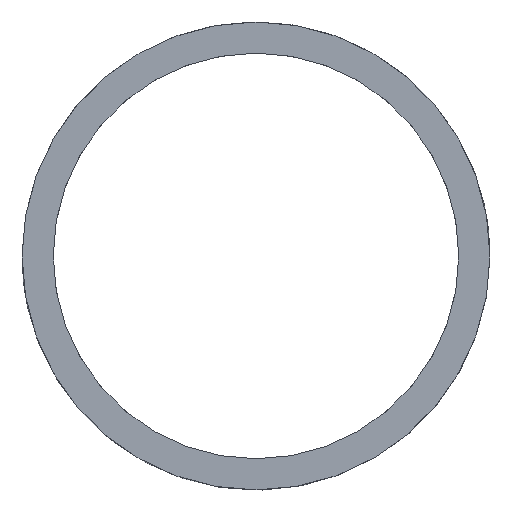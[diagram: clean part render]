
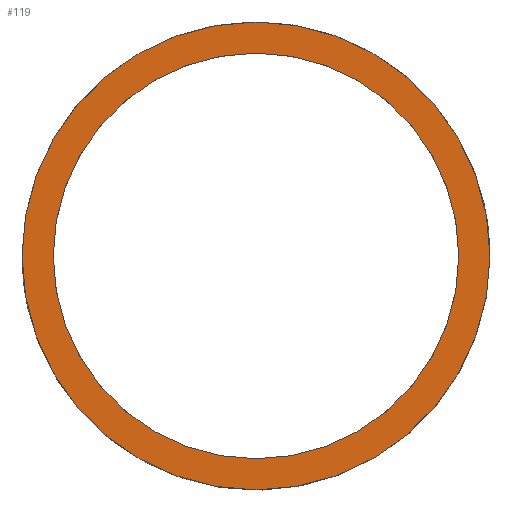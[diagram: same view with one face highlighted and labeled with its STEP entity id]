
A CAD part, top view. The second image highlights one B-rep face of the part: STEP entity #119.
In plain terms, the highlighted planar face has unit normal (0, 0, 1).
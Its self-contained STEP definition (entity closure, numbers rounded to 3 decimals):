
#3 = DIRECTION ( 'NONE',  ( 0., 0., 1. ) ) ;
#6 = DIRECTION ( 'NONE',  ( 1., 0., 0. ) ) ;
#18 = CARTESIAN_POINT ( 'NONE',  ( -13., 0., 18.355 ) ) ;
#22 = DIRECTION ( 'NONE',  ( 1., 0., 0. ) ) ;
#28 = VERTEX_POINT ( 'NONE', #396 ) ;
#30 = FACE_OUTER_BOUND ( 'NONE', #99, .T. ) ;
#52 = CIRCLE ( 'NONE', #142, 13. ) ;
#66 = FACE_BOUND ( 'NONE', #182, .T. ) ;
#88 = EDGE_CURVE ( 'NONE', #28, #179, #52, .T. ) ;
#95 = CARTESIAN_POINT ( 'NONE',  ( -15., 0., 18.355 ) ) ;
#99 = EDGE_LOOP ( 'NONE', ( #429, #254 ) ) ;
#114 = AXIS2_PLACEMENT_3D ( 'NONE', #431, #3, #434 ) ;
#119 = ADVANCED_FACE ( 'NONE', ( #66, #30 ), #184, .T. ) ;
#120 = CARTESIAN_POINT ( 'NONE',  ( 0., 0., 18.355 ) ) ;
#142 = AXIS2_PLACEMENT_3D ( 'NONE', #449, #386, #22 ) ;
#157 = DIRECTION ( 'NONE',  ( 0., 0., 1. ) ) ;
#158 = AXIS2_PLACEMENT_3D ( 'NONE', #403, #398, #6 ) ;
#174 = DIRECTION ( 'NONE',  ( 0., 0., 1. ) ) ;
#179 = VERTEX_POINT ( 'NONE', #18 ) ;
#182 = EDGE_LOOP ( 'NONE', ( #356, #233 ) ) ;
#183 = CIRCLE ( 'NONE', #189, 15. ) ;
#184 = PLANE ( 'NONE',  #412 ) ;
#189 = AXIS2_PLACEMENT_3D ( 'NONE', #120, #157, #267 ) ;
#200 = VERTEX_POINT ( 'NONE', #95 ) ;
#220 = CIRCLE ( 'NONE', #158, 13. ) ;
#233 = ORIENTED_EDGE ( 'NONE', *, *, #367, .F. ) ;
#252 = CARTESIAN_POINT ( 'NONE',  ( 0., 0., 18.355 ) ) ;
#254 = ORIENTED_EDGE ( 'NONE', *, *, #443, .T. ) ;
#267 = DIRECTION ( 'NONE',  ( 1., 0., 0. ) ) ;
#285 = VERTEX_POINT ( 'NONE', #373 ) ;
#320 = CIRCLE ( 'NONE', #114, 15. ) ;
#356 = ORIENTED_EDGE ( 'NONE', *, *, #88, .F. ) ;
#367 = EDGE_CURVE ( 'NONE', #179, #28, #220, .T. ) ;
#373 = CARTESIAN_POINT ( 'NONE',  ( 15., 0., 18.355 ) ) ;
#386 = DIRECTION ( 'NONE',  ( 0., 0., 1. ) ) ;
#388 = DIRECTION ( 'NONE',  ( 1., 0., 0. ) ) ;
#396 = CARTESIAN_POINT ( 'NONE',  ( 13., 0., 18.355 ) ) ;
#398 = DIRECTION ( 'NONE',  ( 0., 0., 1. ) ) ;
#403 = CARTESIAN_POINT ( 'NONE',  ( 0., 0., 18.355 ) ) ;
#412 = AXIS2_PLACEMENT_3D ( 'NONE', #252, #174, #388 ) ;
#428 = EDGE_CURVE ( 'NONE', #285, #200, #320, .T. ) ;
#429 = ORIENTED_EDGE ( 'NONE', *, *, #428, .T. ) ;
#431 = CARTESIAN_POINT ( 'NONE',  ( 0., 0., 18.355 ) ) ;
#434 = DIRECTION ( 'NONE',  ( 1., 0., 0. ) ) ;
#443 = EDGE_CURVE ( 'NONE', #200, #285, #183, .T. ) ;
#449 = CARTESIAN_POINT ( 'NONE',  ( 0., 0., 18.355 ) ) ;
